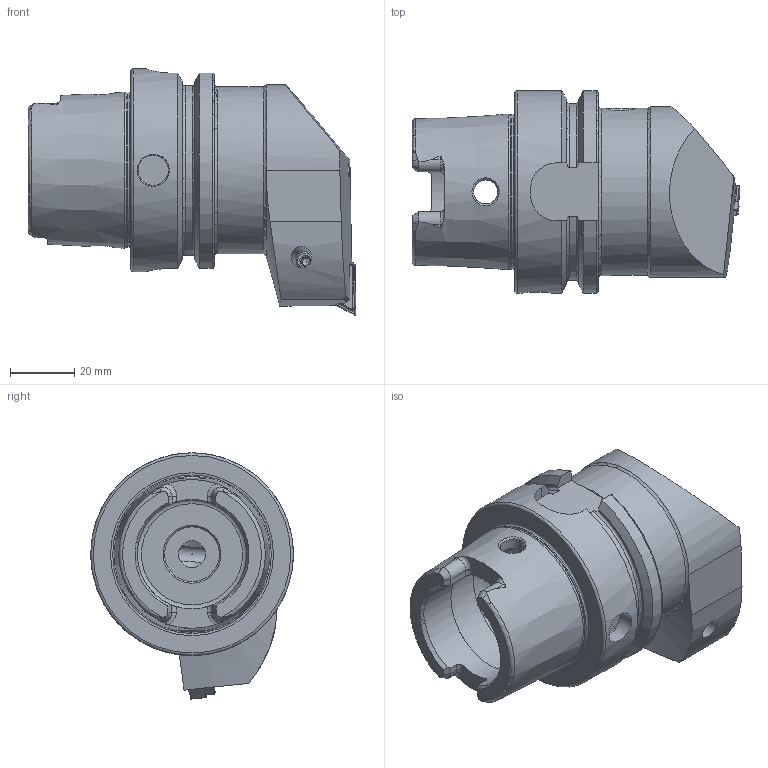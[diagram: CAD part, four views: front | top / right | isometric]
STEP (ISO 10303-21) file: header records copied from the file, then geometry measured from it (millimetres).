
FILE_DESCRIPTION (( 'STEP AP214' ), '1' );
FILE_NAME ('HA6.PTE.RFA.070-HP.STEP', '2021-04-19T09:18:07', ( '' ), ( '' ), 'SwSTEP 2.0', 'SolidWorks 2017', '' );
FILE_SCHEMA (( 'AUTOMOTIVE_DESIGN' ));
Length unit declared in the file: millimetre
Products named in the file (14): CHP-PCX.000.022_D《e; WDE-ER3.101.000_A; ISO 8752 2x8; DIN 3771 - 13x1; WDE-ER4.101.017_A; CHP-ER1.008.014_A; HA6-PTE.RFA.070-HP_A; DIN 3771 - 6.5x1.5; CHP-PCX.000.022_B; TN1604_TCMT16T308; HA6.PTE.RFA.070-HP; DIN 7991 - M5x18; WTE-ER2.101.003_A; WDE-ER1.101.000
Assembly tree (13 placements, depth 3):
  HA6.PTE.RFA.070-HP
    HA6-PTE.RFA.070-HP_A
    CHP-PCX.000.022_D《e
      DIN 3771 - 13x1
      DIN 3771 - 6.5x1.5
      CHP-PCX.000.022_B
      DIN 7991 - M5x18
    CHP-ER1.008.014_A
    ISO 8752 2x8
    WDE-ER4.101.017_A
    WDE-ER3.101.000_A
    WDE-ER1.101.000
    TN1604_TCMT16T308
    WTE-ER2.101.003_A
Bounding box: 101.93 x 63 x 76.53 mm (x, y, z)
Volume: 160700.5 mm3; surface area: 36342.8 mm2
Topology: 12 solids, 12 shells, 457 faces, 1180 edges, 743 vertices
Faces by surface type: plane 175, cylinder 112, cone 77, bspline 48, torus 45
Full cylindrical faces by diameter (mm): 2 x1, 2.5 x2, 2.87 x1, 3 x1, 3.15 x1, 3.81 x1, 4.2 x2, 4.85 x1, 5 x4, 5.3 x1, 5.5 x1, 5.9 x1, 6 x1, 6.4 x1, 7 x1, 7.5 x2, 8 x1, 8.4 x1, 8.5 x1, 10 x2, 13 x1, 13.4 x1, 14.85 x2, 15 x1, 17 x1, 19 x1, 34 x2, 40 x1, 47.941 x1, 52 x1
Entity records: 18925 total; most frequent: CARTESIAN_POINT 7953, ORIENTED_EDGE 2076, DIRECTION 1861, EDGE_CURVE 1038, AXIS2_PLACEMENT_3D 745, VERTEX_POINT 700, EDGE_LOOP 574, FACE_OUTER_BOUND 509
